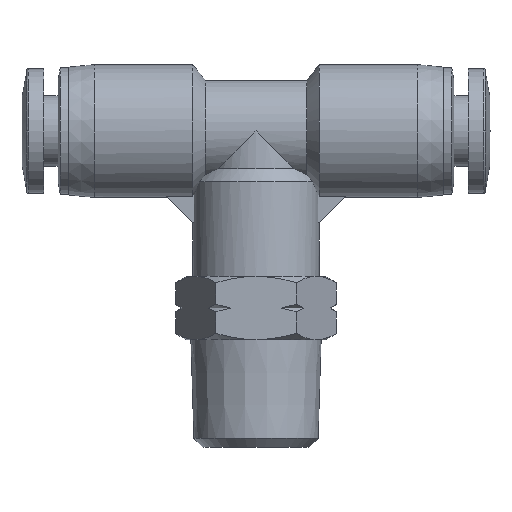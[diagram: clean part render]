
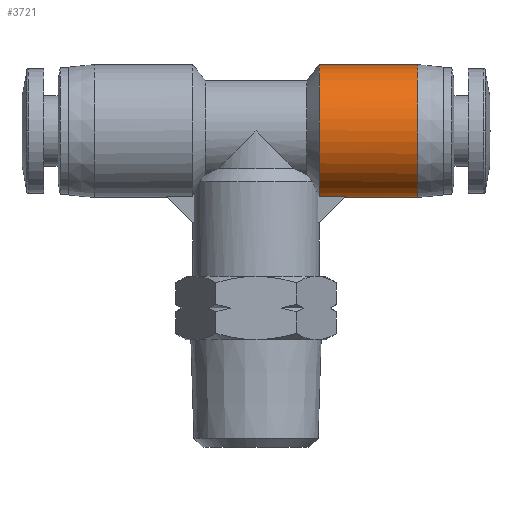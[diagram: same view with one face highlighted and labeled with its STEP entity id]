
A CAD part, top view. The second image highlights one B-rep face of the part: STEP entity #3721.
In plain terms, the highlighted cylindrical face has radius 5.25 mm (diameter 10.5 mm), a partial arc.
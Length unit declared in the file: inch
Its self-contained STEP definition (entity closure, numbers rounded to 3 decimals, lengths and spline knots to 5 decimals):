
#118 = VECTOR ( 'NONE', #1142, 39.37008 ) ;
#161 = CARTESIAN_POINT ( 'NONE',  ( 0.35039, 0.24606, 0. ) ) ;
#266 = AXIS2_PLACEMENT_3D ( 'NONE', #927, #1875, #943 ) ;
#386 = CARTESIAN_POINT ( 'NONE',  ( 0.27559, 0.24606, 0. ) ) ;
#460 = AXIS2_PLACEMENT_3D ( 'NONE', #3474, #597, #3953 ) ;
#466 = DIRECTION ( 'NONE',  ( 1., 0., 0. ) ) ;
#597 = DIRECTION ( 'NONE',  ( 1., 0., 0. ) ) ;
#719 = CARTESIAN_POINT ( 'NONE',  ( 0.19685, 0.24985, 0.03937 ) ) ;
#734 =( BOUNDED_CURVE ( )  B_SPLINE_CURVE ( 3, ( #6065, #847, #2743, #386 ),
 .UNSPECIFIED., .F., .F. ) 
 B_SPLINE_CURVE_WITH_KNOTS ( ( 4, 4 ),
 ( 2.94995, 3.14159 ),
 .UNSPECIFIED. ) 
 CURVE ( )  GEOMETRIC_REPRESENTATION_ITEM ( )  RATIONAL_B_SPLINE_CURVE ( ( 1., 0.997, 0.997, 1. ) ) 
 REPRESENTATION_ITEM ( '' )  );
#847 = CARTESIAN_POINT ( 'NONE',  ( 0.27686, 0.24733, 0.02639 ) ) ;
#857 = CIRCLE ( 'NONE', #460, 0.20669 ) ;
#887 = EDGE_CURVE ( 'NONE', #5197, #4764, #1001, .T. ) ;
#927 = CARTESIAN_POINT ( 'NONE',  ( 0.35039, 0.45276, 0. ) ) ;
#943 = DIRECTION ( 'NONE',  ( 0., 1., 0. ) ) ;
#959 = CARTESIAN_POINT ( 'NONE',  ( 0.50394, 0.45276, 0. ) ) ;
#1001 = LINE ( 'NONE', #161, #118 ) ;
#1076 = VECTOR ( 'NONE', #466, 39.37008 ) ;
#1142 = DIRECTION ( 'NONE',  ( 1., 0., 0. ) ) ;
#1406 = AXIS2_PLACEMENT_3D ( 'NONE', #959, #4328, #1431 ) ;
#1431 = DIRECTION ( 'NONE',  ( 0., 1., 0. ) ) ;
#1866 = ORIENTED_EDGE ( 'NONE', *, *, #3902, .T. ) ;
#1875 = DIRECTION ( 'NONE',  ( 1., 0., 0. ) ) ;
#1967 = EDGE_CURVE ( 'NONE', #5006, #5197, #734, .T. ) ;
#2002 = DIRECTION ( 'NONE',  ( 1., 0., 0. ) ) ;
#2138 = ORIENTED_EDGE ( 'NONE', *, *, #1967, .T. ) ;
#2166 = EDGE_CURVE ( 'NONE', #2294, #5006, #6082, .T. ) ;
#2294 = VERTEX_POINT ( 'NONE', #719 ) ;
#2319 = VECTOR ( 'NONE', #2002, 39.37008 ) ;
#2380 = VERTEX_POINT ( 'NONE', #5099 ) ;
#2393 = CARTESIAN_POINT ( 'NONE',  ( 0.35039, 0.24985, 0.03937 ) ) ;
#2589 = VERTEX_POINT ( 'NONE', #2869 ) ;
#2743 = CARTESIAN_POINT ( 'NONE',  ( 0.27559, 0.24606, 0.01322 ) ) ;
#2849 = CARTESIAN_POINT ( 'NONE',  ( 0.35039, 0.65945, 0. ) ) ;
#2869 = CARTESIAN_POINT ( 'NONE',  ( 0.19685, 0.65945, 0. ) ) ;
#3053 = ORIENTED_EDGE ( 'NONE', *, *, #2166, .T. ) ;
#3474 = CARTESIAN_POINT ( 'NONE',  ( 0.19685, 0.45276, 0. ) ) ;
#3680 = CARTESIAN_POINT ( 'NONE',  ( 0.27937, 0.24985, 0.03937 ) ) ;
#3721 = ADVANCED_FACE ( 'NONE', ( #5295 ), #4553, .T. ) ;
#3902 = EDGE_CURVE ( 'NONE', #2589, #2294, #857, .T. ) ;
#3953 = DIRECTION ( 'NONE',  ( 0., 1., 0. ) ) ;
#3955 = CARTESIAN_POINT ( 'NONE',  ( 0.50394, 0.24606, 0. ) ) ;
#4328 = DIRECTION ( 'NONE',  ( -1., 0., 0. ) ) ;
#4386 = ORIENTED_EDGE ( 'NONE', *, *, #4631, .F. ) ;
#4553 = CYLINDRICAL_SURFACE ( 'NONE', #266, 0.20669 ) ;
#4631 = EDGE_CURVE ( 'NONE', #2589, #2380, #4907, .T. ) ;
#4695 = EDGE_LOOP ( 'NONE', ( #2138, #4790, #5129, #4386, #1866, #3053 ) ) ;
#4764 = VERTEX_POINT ( 'NONE', #3955 ) ;
#4790 = ORIENTED_EDGE ( 'NONE', *, *, #887, .T. ) ;
#4850 = CARTESIAN_POINT ( 'NONE',  ( 0.27559, 0.24606, 0. ) ) ;
#4907 = LINE ( 'NONE', #2849, #1076 ) ;
#5006 = VERTEX_POINT ( 'NONE', #3680 ) ;
#5099 = CARTESIAN_POINT ( 'NONE',  ( 0.50394, 0.65945, 0. ) ) ;
#5129 = ORIENTED_EDGE ( 'NONE', *, *, #5684, .T. ) ;
#5197 = VERTEX_POINT ( 'NONE', #4850 ) ;
#5295 = FACE_OUTER_BOUND ( 'NONE', #4695, .T. ) ;
#5684 = EDGE_CURVE ( 'NONE', #4764, #2380, #5842, .T. ) ;
#5842 = CIRCLE ( 'NONE', #1406, 0.20669 ) ;
#6065 = CARTESIAN_POINT ( 'NONE',  ( 0.27937, 0.24985, 0.03937 ) ) ;
#6082 = LINE ( 'NONE', #2393, #2319 ) ;
